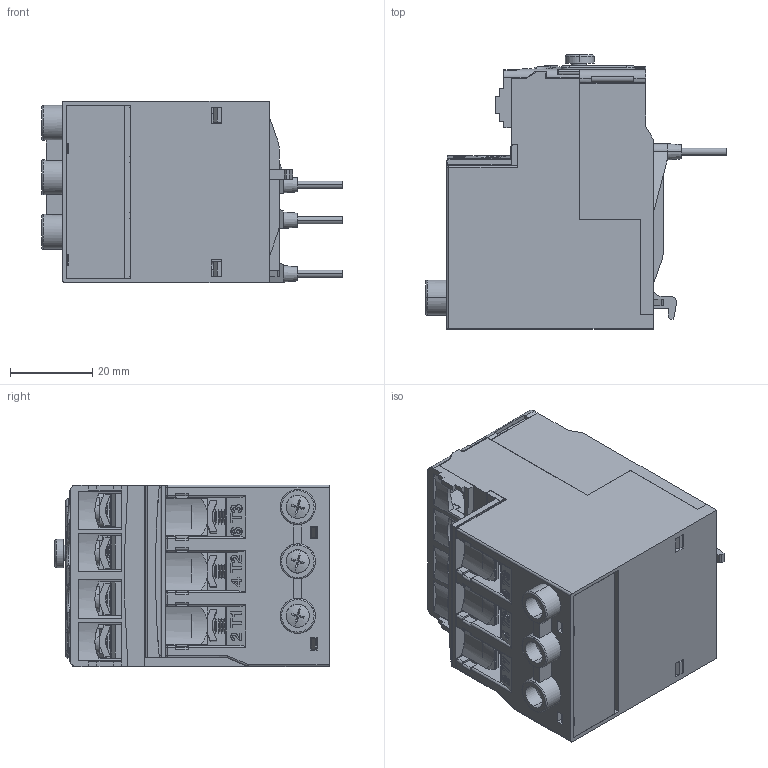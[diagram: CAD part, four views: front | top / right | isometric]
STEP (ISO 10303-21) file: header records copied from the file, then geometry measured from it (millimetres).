
FILE_DESCRIPTION((''),'2;1');
FILE_NAME('ASM0002_ASM','2017-09-22T',('jiangcl'),(''),'PRO/ENGINEER BY PARAMETRIC TECHNOLOGY CORPORATION, 2010280','PRO/ENGINEER BY PARAMETRIC TECHNOLOGY CORPORATION, 2010280','');
FILE_SCHEMA(('CONFIG_CONTROL_DESIGN'));
Products named in the file (29): M3__6______ANY; M3_5__9_________ANY; __________ANY-192930; NONE-12466; NONE-12601; ______A_ANY_ASM; JIECHUBAN009____ANY; __3____ANY_ASM; __2____ANY-192823; __1____ANY-192812_ASM; __1____ANY-193025; ___007_28_36_ANY; _____11____ANY; _____28_36_ANY_ASM; 8300008G____ANY; 11_5______ANY; 8005005B____ANY; ______ANY-193529; ______ANY-193775; ___E____ANY; ___007_0_1_0_16_ANY; 8300008____ANY; ______ANY-118625; 8315015B____ANY; NR2-11_5_ANY_ASM; _NR2-12; NR2-12_ASM; ANNIU; ASM0002_ASM
Assembly tree (37 placements, depth 7):
  ASM0002_ASM
    NR2-12_ASM
      NR2-11_5_ANY_ASM
        M3__6______ANY  x3
        M3_5__9_________ANY  x7
        _____28_36_ANY_ASM
          __________ANY-192930
          __3____ANY_ASM
            ______A_ANY_ASM
              NONE-12466
              NONE-12601
            JIECHUBAN009____ANY
          __1____ANY-192812_ASM
            __2____ANY-192823
            ______A_ANY_ASM
              NONE-12466
              NONE-12601
          __1____ANY-193025
          ___007_28_36_ANY
          _____11____ANY
        8300008G____ANY
        11_5______ANY
        8005005B____ANY
        ______ANY-193529
        ______ANY-193775
        ___E____ANY
        ___007_0_1_0_16_ANY
        8300008____ANY
        ______ANY-118625
        8315015B____ANY
      _NR2-12
    ANNIU
Bounding box: 72.78 x 66.5 x 44.1 mm (x, y, z)
Volume: 44257.1 mm3; surface area: 63090.7 mm2
Topology: 25 solids, 71 shells, 3939 faces, 11399 edges, 7618 vertices
Faces by surface type: plane 2738, cylinder 562, cone 449, extrusion 78, torus 47, bspline 43, sphere 22
Entity records: 120779 total; most frequent: CARTESIAN_POINT 32007, ORIENTED_EDGE 19440, DIRECTION 16852, EDGE_CURVE 9739, VECTOR 7640, LINE 7562, VERTEX_POINT 6648, AXIS2_PLACEMENT_3D 4606
